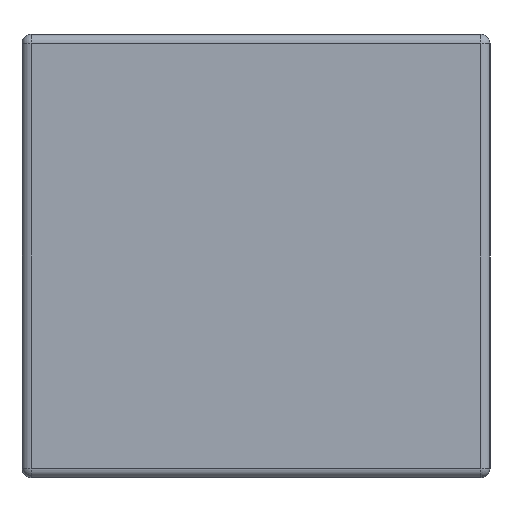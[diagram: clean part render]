
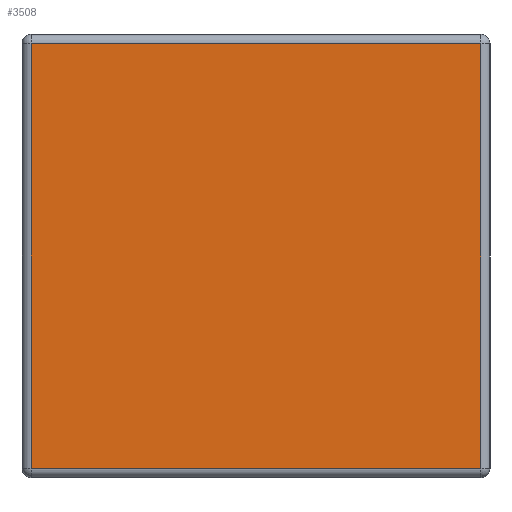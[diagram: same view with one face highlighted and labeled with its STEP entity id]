
A CAD part, left-side view. The second image highlights one B-rep face of the part: STEP entity #3508.
In plain terms, the highlighted planar face has unit normal (-1, 0, 0).
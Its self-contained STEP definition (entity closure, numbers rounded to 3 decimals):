
#29 = ORIENTED_EDGE ( 'NONE', *, *, #1165, .T. ) ;
#61 = CARTESIAN_POINT ( 'NONE',  ( 0., 1.863, -1.763 ) ) ;
#114 = EDGE_CURVE ( 'NONE', #2887, #1864, #3224, .T. ) ;
#349 = VECTOR ( 'NONE', #4108, 1000. ) ;
#617 = VECTOR ( 'NONE', #955, 1000. ) ;
#743 = EDGE_CURVE ( 'NONE', #2955, #2471, #4115, .T. ) ;
#804 = EDGE_CURVE ( 'NONE', #2471, #2887, #2197, .T. ) ;
#902 = DIRECTION ( 'NONE',  ( 0., -1., 0. ) ) ;
#955 = DIRECTION ( 'NONE',  ( 0., 0., 1. ) ) ;
#973 = ORIENTED_EDGE ( 'NONE', *, *, #743, .T. ) ;
#1155 = CARTESIAN_POINT ( 'NONE',  ( 0., 1.863, -0.037 ) ) ;
#1165 = EDGE_CURVE ( 'NONE', #1864, #2955, #4390, .T. ) ;
#1180 = CARTESIAN_POINT ( 'NONE',  ( 0., 0.037, -0.037 ) ) ;
#1585 = DIRECTION ( 'NONE',  ( -1., 0., 0. ) ) ;
#1768 = FACE_OUTER_BOUND ( 'NONE', #4074, .T. ) ;
#1864 = VERTEX_POINT ( 'NONE', #61 ) ;
#1903 = PLANE ( 'NONE',  #3586 ) ;
#2197 = LINE ( 'NONE', #3924, #2308 ) ;
#2308 = VECTOR ( 'NONE', #4246, 1000. ) ;
#2389 = ORIENTED_EDGE ( 'NONE', *, *, #114, .T. ) ;
#2471 = VERTEX_POINT ( 'NONE', #1180 ) ;
#2630 = CARTESIAN_POINT ( 'NONE',  ( 0., 0., 0. ) ) ;
#2817 = VECTOR ( 'NONE', #902, 1000. ) ;
#2887 = VERTEX_POINT ( 'NONE', #1155 ) ;
#2955 = VERTEX_POINT ( 'NONE', #3461 ) ;
#3224 = LINE ( 'NONE', #4470, #349 ) ;
#3461 = CARTESIAN_POINT ( 'NONE',  ( 0., 0.037, -1.763 ) ) ;
#3508 = ADVANCED_FACE ( 'NONE', ( #1768 ), #1903, .T. ) ;
#3586 = AXIS2_PLACEMENT_3D ( 'NONE', #2630, #1585, #4436 ) ;
#3863 = ORIENTED_EDGE ( 'NONE', *, *, #804, .T. ) ;
#3924 = CARTESIAN_POINT ( 'NONE',  ( 0., 1.9, -0.037 ) ) ;
#4074 = EDGE_LOOP ( 'NONE', ( #29, #973, #3863, #2389 ) ) ;
#4108 = DIRECTION ( 'NONE',  ( 0., 0., -1. ) ) ;
#4115 = LINE ( 'NONE', #4541, #617 ) ;
#4246 = DIRECTION ( 'NONE',  ( 0., 1., 0. ) ) ;
#4390 = LINE ( 'NONE', #4490, #2817 ) ;
#4436 = DIRECTION ( 'NONE',  ( 0., 0., 1. ) ) ;
#4470 = CARTESIAN_POINT ( 'NONE',  ( 0., 1.863, -1.8 ) ) ;
#4490 = CARTESIAN_POINT ( 'NONE',  ( 0., 0., -1.763 ) ) ;
#4541 = CARTESIAN_POINT ( 'NONE',  ( 0., 0.037, 0. ) ) ;
